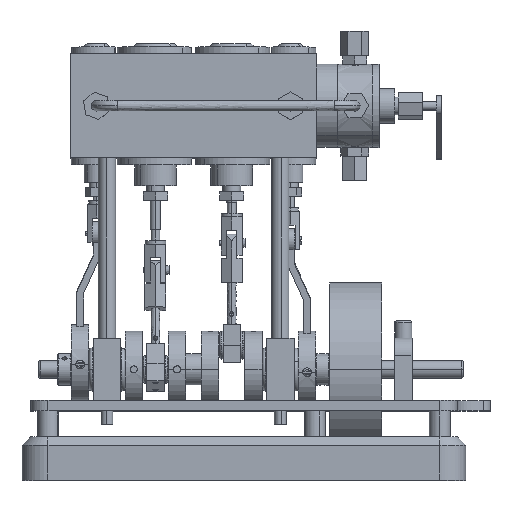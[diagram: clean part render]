
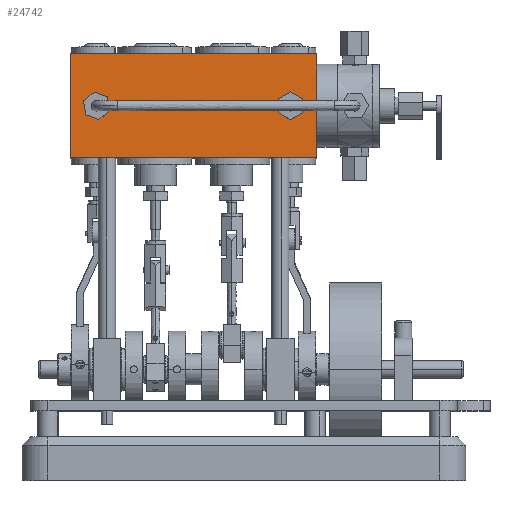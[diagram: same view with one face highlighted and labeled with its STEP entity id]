
A CAD part, top view. The second image highlights one B-rep face of the part: STEP entity #24742.
In plain terms, the highlighted free-form (B-spline) face has degree [1, 1] with [2, 2] control points.
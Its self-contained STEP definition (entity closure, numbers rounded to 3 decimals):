
#19012 = VERTEX_POINT('',#19013);
#19013 = CARTESIAN_POINT('',(-91.483,198.08,
    34.349));
#19018 = EDGE_CURVE('',#19019,#19012,#19021,.T.);
#19019 = VERTEX_POINT('',#19020);
#19020 = CARTESIAN_POINT('',(-103.162,198.08,
    34.349));
#19021 = ( BOUNDED_CURVE() B_SPLINE_CURVE(2,(#19022,#19023,#19024,#19025
,#19026),.UNSPECIFIED.,.F.,.F.) B_SPLINE_CURVE_WITH_KNOTS((3,2,3),(
    3.142,4.712,6.283),
.PIECEWISE_BEZIER_KNOTS.) CURVE() GEOMETRIC_REPRESENTATION_ITEM() 
RATIONAL_B_SPLINE_CURVE((1.,0.707,1.,0.707,1.)) 
REPRESENTATION_ITEM('') );
#19022 = CARTESIAN_POINT('',(-103.162,198.08,
    34.349));
#19023 = CARTESIAN_POINT('',(-103.162,192.24,
    34.349));
#19024 = CARTESIAN_POINT('',(-97.322,192.24,
    34.349));
#19025 = CARTESIAN_POINT('',(-91.483,192.24,
    34.349));
#19026 = CARTESIAN_POINT('',(-91.483,198.08,
    34.349));
#19060 = VERTEX_POINT('',#19061);
#19061 = CARTESIAN_POINT('',(36.754,198.08,
    34.349));
#19066 = EDGE_CURVE('',#19067,#19060,#19069,.T.);
#19067 = VERTEX_POINT('',#19068);
#19068 = CARTESIAN_POINT('',(25.075,198.08,
    34.349));
#19069 = ( BOUNDED_CURVE() B_SPLINE_CURVE(2,(#19070,#19071,#19072,#19073
,#19074),.UNSPECIFIED.,.F.,.F.) B_SPLINE_CURVE_WITH_KNOTS((3,2,3),(
    3.142,4.712,6.283),
.PIECEWISE_BEZIER_KNOTS.) CURVE() GEOMETRIC_REPRESENTATION_ITEM() 
RATIONAL_B_SPLINE_CURVE((1.,0.707,1.,0.707,1.)) 
REPRESENTATION_ITEM('') );
#19070 = CARTESIAN_POINT('',(25.075,198.08,
    34.349));
#19071 = CARTESIAN_POINT('',(25.075,192.24,
    34.349));
#19072 = CARTESIAN_POINT('',(30.914,192.24,
    34.349));
#19073 = CARTESIAN_POINT('',(36.754,192.24,
    34.349));
#19074 = CARTESIAN_POINT('',(36.754,198.08,
    34.349));
#24159 = VERTEX_POINT('',#24160);
#24160 = CARTESIAN_POINT('',(48.089,163.731,
    34.349));
#24165 = EDGE_CURVE('',#24166,#24159,#24168,.T.);
#24166 = VERTEX_POINT('',#24167);
#24167 = CARTESIAN_POINT('',(-114.497,163.731,
    34.349));
#24168 = B_SPLINE_CURVE_WITH_KNOTS('',1,(#24169,#24170),.UNSPECIFIED.,
  .F.,.F.,(2,2),(0.,142.),.PIECEWISE_BEZIER_KNOTS.);
#24169 = CARTESIAN_POINT('',(-114.497,163.731,
    34.349));
#24170 = CARTESIAN_POINT('',(48.089,163.731,
    34.349));
#24374 = VERTEX_POINT('',#24375);
#24375 = CARTESIAN_POINT('',(48.089,232.429,
    34.349));
#24380 = EDGE_CURVE('',#24159,#24374,#24381,.T.);
#24381 = B_SPLINE_CURVE_WITH_KNOTS('',1,(#24382,#24383),.UNSPECIFIED.,
  .F.,.F.,(2,2),(0.,60.),.PIECEWISE_BEZIER_KNOTS.);
#24382 = CARTESIAN_POINT('',(48.089,163.731,
    34.349));
#24383 = CARTESIAN_POINT('',(48.089,232.429,
    34.349));
#24684 = VERTEX_POINT('',#24685);
#24685 = CARTESIAN_POINT('',(-114.497,232.429,
    34.349));
#24690 = EDGE_CURVE('',#24374,#24684,#24691,.T.);
#24691 = B_SPLINE_CURVE_WITH_KNOTS('',1,(#24692,#24693),.UNSPECIFIED.,
  .F.,.F.,(2,2),(-142.,-0.),.PIECEWISE_BEZIER_KNOTS.);
#24692 = CARTESIAN_POINT('',(48.089,232.429,
    34.349));
#24693 = CARTESIAN_POINT('',(-114.497,232.429,
    34.349));
#24732 = EDGE_CURVE('',#24684,#24166,#24733,.T.);
#24733 = B_SPLINE_CURVE_WITH_KNOTS('',1,(#24734,#24735),.UNSPECIFIED.,
  .F.,.F.,(2,2),(-60.,-0.),.PIECEWISE_BEZIER_KNOTS.);
#24734 = CARTESIAN_POINT('',(-114.497,232.429,
    34.349));
#24735 = CARTESIAN_POINT('',(-114.497,163.731,
    34.349));
#24742 = ADVANCED_FACE('',(#24743,#24754,#24765),#24771,.F.);
#24743 = FACE_BOUND('',#24744,.T.);
#24744 = EDGE_LOOP('',(#24745,#24753));
#24745 = ORIENTED_EDGE('',*,*,#24746,.F.);
#24746 = EDGE_CURVE('',#19012,#19019,#24747,.T.);
#24747 = ( BOUNDED_CURVE() B_SPLINE_CURVE(2,(#24748,#24749,#24750,#24751
,#24752),.UNSPECIFIED.,.F.,.F.) B_SPLINE_CURVE_WITH_KNOTS((3,2,3),(0.,
1.571,3.142),.PIECEWISE_BEZIER_KNOTS.) CURVE() 
GEOMETRIC_REPRESENTATION_ITEM() RATIONAL_B_SPLINE_CURVE((1.,
0.707,1.,0.707,1.)) REPRESENTATION_ITEM('') );
#24748 = CARTESIAN_POINT('',(-91.483,198.08,
    34.349));
#24749 = CARTESIAN_POINT('',(-91.483,203.919,
    34.349));
#24750 = CARTESIAN_POINT('',(-97.322,203.919,
    34.349));
#24751 = CARTESIAN_POINT('',(-103.162,203.919,
    34.349));
#24752 = CARTESIAN_POINT('',(-103.162,198.08,
    34.349));
#24753 = ORIENTED_EDGE('',*,*,#19018,.F.);
#24754 = FACE_BOUND('',#24755,.T.);
#24755 = EDGE_LOOP('',(#24756,#24764));
#24756 = ORIENTED_EDGE('',*,*,#24757,.F.);
#24757 = EDGE_CURVE('',#19060,#19067,#24758,.T.);
#24758 = ( BOUNDED_CURVE() B_SPLINE_CURVE(2,(#24759,#24760,#24761,#24762
,#24763),.UNSPECIFIED.,.F.,.F.) B_SPLINE_CURVE_WITH_KNOTS((3,2,3),(0.,
1.571,3.142),.PIECEWISE_BEZIER_KNOTS.) CURVE() 
GEOMETRIC_REPRESENTATION_ITEM() RATIONAL_B_SPLINE_CURVE((1.,
0.707,1.,0.707,1.)) REPRESENTATION_ITEM('') );
#24759 = CARTESIAN_POINT('',(36.754,198.08,
    34.349));
#24760 = CARTESIAN_POINT('',(36.754,203.919,
    34.349));
#24761 = CARTESIAN_POINT('',(30.914,203.919,
    34.349));
#24762 = CARTESIAN_POINT('',(25.075,203.919,
    34.349));
#24763 = CARTESIAN_POINT('',(25.075,198.08,
    34.349));
#24764 = ORIENTED_EDGE('',*,*,#19066,.F.);
#24765 = FACE_BOUND('',#24766,.T.);
#24766 = EDGE_LOOP('',(#24767,#24768,#24769,#24770));
#24767 = ORIENTED_EDGE('',*,*,#24380,.T.);
#24768 = ORIENTED_EDGE('',*,*,#24690,.T.);
#24769 = ORIENTED_EDGE('',*,*,#24732,.T.);
#24770 = ORIENTED_EDGE('',*,*,#24165,.T.);
#24771 = B_SPLINE_SURFACE_WITH_KNOTS('',1,1,(
    (#24772,#24773)
    ,(#24774,#24775
    )),.UNSPECIFIED.,.F.,.F.,.F.,(2,2),(2,2),(-71.,71.),(-30.,30.),
  .PIECEWISE_BEZIER_KNOTS.);
#24772 = CARTESIAN_POINT('',(48.089,163.731,
    34.349));
#24773 = CARTESIAN_POINT('',(48.089,232.429,
    34.349));
#24774 = CARTESIAN_POINT('',(-114.497,163.731,
    34.349));
#24775 = CARTESIAN_POINT('',(-114.497,232.429,
    34.349));
